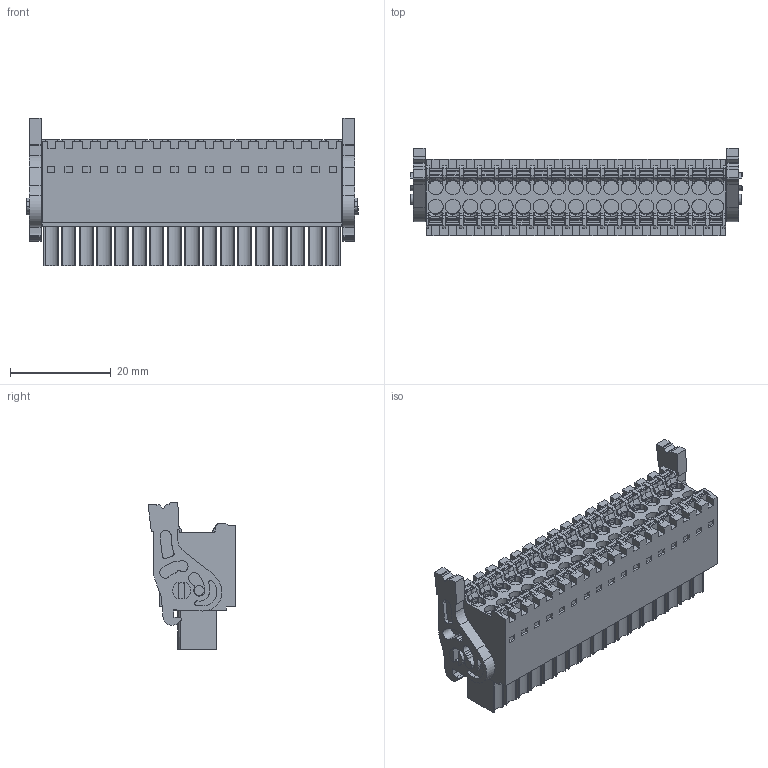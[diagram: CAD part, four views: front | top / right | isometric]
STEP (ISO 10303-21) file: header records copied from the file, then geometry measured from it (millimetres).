
FILE_DESCRIPTION(('CATIA V5 STEP','CAx-IF Rec.Pracs.--- Model Styling and Organization---1.4--- 2014-01-23'),'2;1');
FILE_NAME ('D1450502_1', '2023-08-22T06:49:16+00:00', ('none'), ('Weidmueller'), 'CATIA Version 5-6 Release 2016 SP3 HF44', 'CATIA V5 STEP AP214', 'none');
FILE_SCHEMA(('AUTOMOTIVE_DESIGN { 1 0 10303 214 1 1 1 1 }'));
Products named in the file (1): 1278200000
Bounding box: 66 x 17.45 x 29.28 mm (x, y, z)
Volume: 17263.8 mm3; surface area: 11631.4 mm2
Topology: 37 solids, 37 shells, 2443 faces, 7093 edges, 4821 vertices
Faces by surface type: plane 1547, cylinder 340, extrusion 217, torus 203, cone 68, bspline 68
Entity records: 83959 total; most frequent: CARTESIAN_POINT 26138, ORIENTED_EDGE 14186, DIRECTION 8181, EDGE_CURVE 7093, VECTOR 5170, LINE 4953, VERTEX_POINT 4821, EDGE_LOOP 2552
